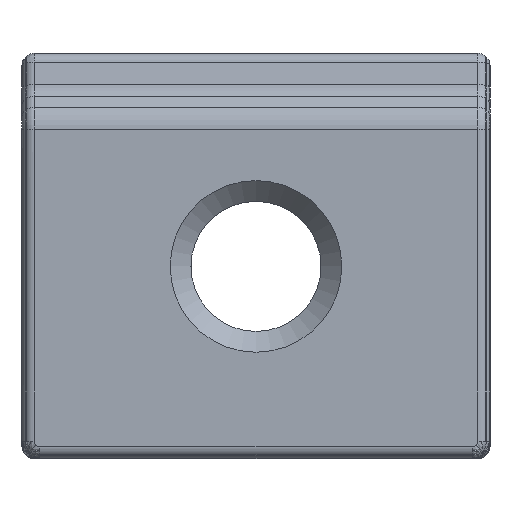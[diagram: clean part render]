
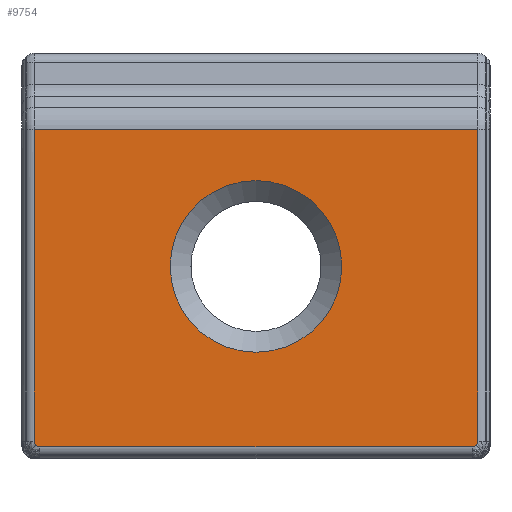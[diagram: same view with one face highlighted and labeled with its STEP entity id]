
A CAD part, left-side view. The second image highlights one B-rep face of the part: STEP entity #9754.
In plain terms, the highlighted planar face has unit normal (-1, 0, 0).
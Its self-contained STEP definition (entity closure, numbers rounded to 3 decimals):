
#15=FACE_BOUND('',#3380,.T.);
#191=PLANE('',#10905);
#816=LINE('',#16855,#1445);
#907=LINE('',#17616,#1536);
#908=LINE('',#17621,#1537);
#1112=LINE('',#19647,#1741);
#1445=VECTOR('',#11813,10.);
#1536=VECTOR('',#12396,10.);
#1537=VECTOR('',#12401,10.);
#1741=VECTOR('',#13357,4.023);
#2717=FACE_OUTER_BOUND('',#3379,.T.);
#3379=EDGE_LOOP('',(#8726,#8727,#8728,#8729,#8730,#8731,#8732,#8733));
#3380=EDGE_LOOP('',(#8734));
#3470=CIRCLE('',#9858,0.108);
#3473=CIRCLE('',#9861,0.108);
#3499=CIRCLE('',#9887,0.108);
#3502=CIRCLE('',#9890,0.108);
#4039=CIRCLE('',#10901,1.65);
#4208=VERTEX_POINT('',#13945);
#4209=VERTEX_POINT('',#13952);
#4211=VERTEX_POINT('',#13998);
#4248=VERTEX_POINT('',#15043);
#4249=VERTEX_POINT('',#15050);
#4251=VERTEX_POINT('',#15096);
#4721=VERTEX_POINT('',#17611);
#4723=VERTEX_POINT('',#17619);
#4933=VERTEX_POINT('',#19824);
#4938=EDGE_CURVE('',#4208,#4209,#3470,.T.);
#4942=EDGE_CURVE('',#4211,#4208,#3473,.T.);
#4996=EDGE_CURVE('',#4248,#4249,#3499,.T.);
#5000=EDGE_CURVE('',#4251,#4248,#3502,.T.);
#5416=EDGE_CURVE('',#4249,#4211,#816,.T.);
#5687=EDGE_CURVE('',#4209,#4721,#907,.T.);
#5689=EDGE_CURVE('',#4723,#4251,#908,.T.);
#6148=EDGE_CURVE('',#4723,#4721,#1112,.T.);
#6234=EDGE_CURVE('',#4933,#4933,#4039,.T.);
#8726=ORIENTED_EDGE('',*,*,#5689,.F.);
#8727=ORIENTED_EDGE('',*,*,#6148,.T.);
#8728=ORIENTED_EDGE('',*,*,#5687,.F.);
#8729=ORIENTED_EDGE('',*,*,#4938,.F.);
#8730=ORIENTED_EDGE('',*,*,#4942,.F.);
#8731=ORIENTED_EDGE('',*,*,#5416,.F.);
#8732=ORIENTED_EDGE('',*,*,#4996,.F.);
#8733=ORIENTED_EDGE('',*,*,#5000,.F.);
#8734=ORIENTED_EDGE('',*,*,#6234,.F.);
#9754=ADVANCED_FACE('',(#2717,#15),#191,.F.);
#9858=AXIS2_PLACEMENT_3D('',#13953,#10997,#10998);
#9861=AXIS2_PLACEMENT_3D('',#14000,#11003,#11004);
#9887=AXIS2_PLACEMENT_3D('',#15051,#11055,#11056);
#9890=AXIS2_PLACEMENT_3D('',#15098,#11061,#11062);
#10901=AXIS2_PLACEMENT_3D('',#19825,#13624,#13625);
#10905=AXIS2_PLACEMENT_3D('',#19833,#13634,#13635);
#10997=DIRECTION('center_axis',(1.,0.,0.));
#10998=DIRECTION('ref_axis',(0.,0.707,-0.707));
#11003=DIRECTION('center_axis',(1.,0.,0.));
#11004=DIRECTION('ref_axis',(0.,0.707,-0.707));
#11055=DIRECTION('center_axis',(1.,0.,0.));
#11056=DIRECTION('ref_axis',(0.,-0.707,-0.707));
#11061=DIRECTION('center_axis',(1.,0.,0.));
#11062=DIRECTION('ref_axis',(0.,-0.707,-0.707));
#11813=DIRECTION('',(0.,1.,0.));
#12396=DIRECTION('',(0.,0.,1.));
#12401=DIRECTION('',(0.,0.,-1.));
#13357=DIRECTION('',(0.,1.,0.));
#13624=DIRECTION('center_axis',(-1.,0.,0.));
#13625=DIRECTION('ref_axis',(0.,-1.,0.));
#13634=DIRECTION('center_axis',(1.,0.,0.));
#13635=DIRECTION('ref_axis',(0.,0.,-1.));
#13945=CARTESIAN_POINT('',(0.,4.235,0.265));
#13952=CARTESIAN_POINT('',(0.,4.267,0.341));
#13953=CARTESIAN_POINT('Origin',(0.,4.159,
0.341));
#13998=CARTESIAN_POINT('',(0.,4.159,0.233));
#14000=CARTESIAN_POINT('Origin',(0.,4.159,
0.341));
#15043=CARTESIAN_POINT('',(0.,-4.235,0.265));
#15050=CARTESIAN_POINT('',(0.,-4.159,0.233));
#15051=CARTESIAN_POINT('Origin',(0.,-4.159,
0.341));
#15096=CARTESIAN_POINT('',(0.,-4.267,0.341));
#15098=CARTESIAN_POINT('Origin',(0.,-4.159,
0.341));
#16855=CARTESIAN_POINT('',(0.,4.5,0.233));
#17611=CARTESIAN_POINT('',(0.,4.267,6.33));
#17616=CARTESIAN_POINT('',(0.,4.267,0.));
#17619=CARTESIAN_POINT('',(0.,-4.267,6.33));
#17621=CARTESIAN_POINT('',(0.,-4.267,0.));
#19647=CARTESIAN_POINT('',(0.,0.327,6.33));
#19824=CARTESIAN_POINT('',(0.,1.65,3.7));
#19825=CARTESIAN_POINT('Origin',(0.,0.,3.7));
#19833=CARTESIAN_POINT('Origin',(0.,4.5,0.));
